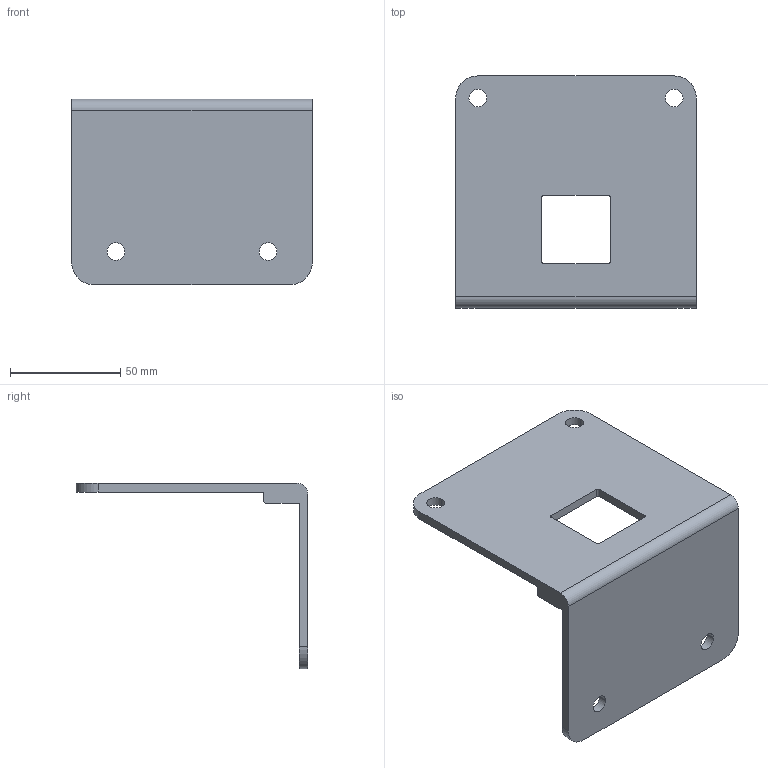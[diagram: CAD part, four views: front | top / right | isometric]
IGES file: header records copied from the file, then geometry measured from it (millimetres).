
Start section: START RECORD GO HERE.
Global section: file name: SUPPORT RAMBARDE.igs; native system: DASSAULT SYSTEMES CATIA Version 5-6 Release 2012 - www.3ds.com; preprocessor: V5-6R2012_5.22.4.90.01-28-2015.00.00; author: 16239; organization: SNR; date: 20190902.083434; units: millimetre
Bounding box: 109 x 105 x 84 mm (x, y, z)
Volume: 83783.6 mm3; surface area: 40878.6 mm2
Topology: 1 solids, 1 shells, 31 faces, 90 edges, 60 vertices
Faces by surface type: revolution 18, plane 13
